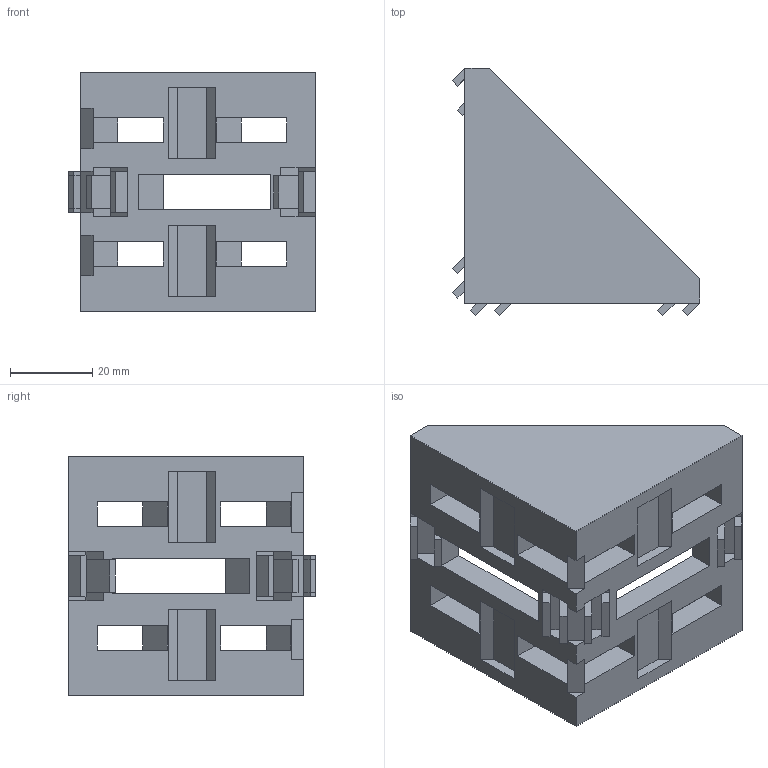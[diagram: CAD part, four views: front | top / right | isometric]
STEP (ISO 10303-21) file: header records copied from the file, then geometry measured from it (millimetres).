
FILE_DESCRIPTION (( 'STEP AP214' ), '1' );
FILE_NAME ('Óãîëîê 57õ58õ58 8-10 ïàç.STEP', '2022-04-29T09:54:50', ( 'user' ), ( '' ), 'SwSTEP 2.0', 'SolidWorks 2022', '' );
FILE_SCHEMA (( 'AUTOMOTIVE_DESIGN' ));
Length unit declared in the file: millimetre
Products named in the file (1): Óãîëîê 57õ58õ58 8-10 ïàç
Bounding box: 60 x 59.97 x 58 mm (x, y, z)
Volume: 41757.7 mm3; surface area: 21290.4 mm2
Topology: 1 solids, 1 shells, 141 faces, 378 edges, 244 vertices
Faces by surface type: plane 141
Entity records: 4354 total; most frequent: CARTESIAN_POINT 764, ORIENTED_EDGE 756, DIRECTION 662, LINE 378, EDGE_CURVE 378, VECTOR 378, VERTEX_POINT 244, EDGE_LOOP 166
